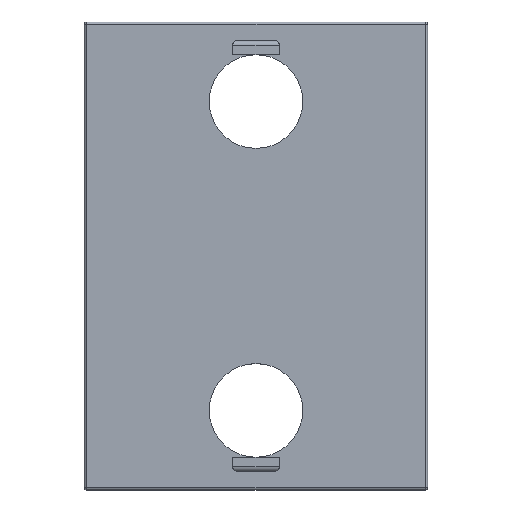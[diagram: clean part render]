
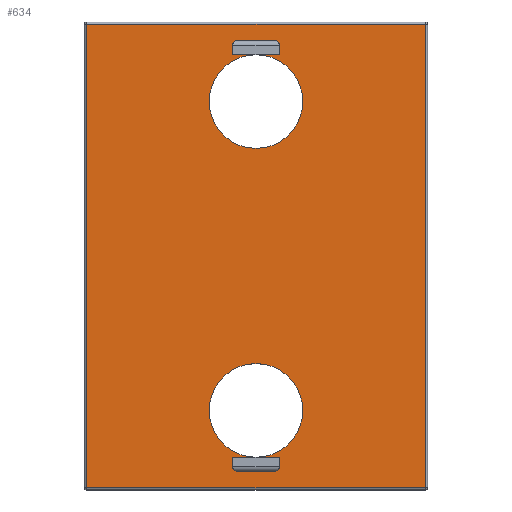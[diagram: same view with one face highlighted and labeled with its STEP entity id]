
A CAD part, top view. The second image highlights one B-rep face of the part: STEP entity #634.
In plain terms, the highlighted planar face has unit normal (0, 0, 1).
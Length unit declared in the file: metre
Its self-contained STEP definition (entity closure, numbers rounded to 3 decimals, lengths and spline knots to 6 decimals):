
#48=CIRCLE('',#692,0.01);
#49=CIRCLE('',#693,0.01);
#84=ORIENTED_EDGE('',*,*,#268,.T.);
#85=ORIENTED_EDGE('',*,*,#269,.T.);
#86=ORIENTED_EDGE('',*,*,#270,.T.);
#87=ORIENTED_EDGE('',*,*,#271,.T.);
#88=ORIENTED_EDGE('',*,*,#272,.F.);
#89=ORIENTED_EDGE('',*,*,#273,.F.);
#90=ORIENTED_EDGE('',*,*,#262,.F.);
#91=ORIENTED_EDGE('',*,*,#274,.T.);
#92=ORIENTED_EDGE('',*,*,#275,.F.);
#93=ORIENTED_EDGE('',*,*,#276,.F.);
#94=ORIENTED_EDGE('',*,*,#277,.F.);
#95=ORIENTED_EDGE('',*,*,#267,.T.);
#96=ORIENTED_EDGE('',*,*,#278,.T.);
#97=ORIENTED_EDGE('',*,*,#279,.T.);
#98=ORIENTED_EDGE('',*,*,#280,.T.);
#99=ORIENTED_EDGE('',*,*,#281,.T.);
#262=EDGE_CURVE('',#354,#355,#406,.T.);
#267=EDGE_CURVE('',#357,#359,#411,.T.);
#268=EDGE_CURVE('',#360,#361,#412,.T.);
#269=EDGE_CURVE('',#361,#362,#413,.F.);
#270=EDGE_CURVE('',#362,#363,#414,.F.);
#271=EDGE_CURVE('',#363,#360,#415,.T.);
#272=EDGE_CURVE('',#364,#365,#416,.T.);
#273=EDGE_CURVE('',#355,#364,#417,.T.);
#274=EDGE_CURVE('',#354,#366,#418,.T.);
#275=EDGE_CURVE('',#365,#366,#419,.T.);
#276=EDGE_CURVE('',#365,#365,#48,.T.);
#277=EDGE_CURVE('',#357,#367,#420,.T.);
#278=EDGE_CURVE('',#359,#368,#421,.T.);
#279=EDGE_CURVE('',#368,#369,#422,.T.);
#280=EDGE_CURVE('',#369,#369,#49,.T.);
#281=EDGE_CURVE('',#369,#367,#423,.T.);
#354=VERTEX_POINT('',#993);
#355=VERTEX_POINT('',#995);
#357=VERTEX_POINT('',#1000);
#359=VERTEX_POINT('',#1004);
#360=VERTEX_POINT('',#1008);
#361=VERTEX_POINT('',#1009);
#362=VERTEX_POINT('',#1011);
#363=VERTEX_POINT('',#1013);
#364=VERTEX_POINT('',#1016);
#365=VERTEX_POINT('',#1017);
#366=VERTEX_POINT('',#1020);
#367=VERTEX_POINT('',#1024);
#368=VERTEX_POINT('',#1026);
#369=VERTEX_POINT('',#1028);
#406=LINE('',#994,#462);
#411=LINE('',#1005,#467);
#412=LINE('',#1007,#468);
#413=LINE('',#1010,#469);
#414=LINE('',#1012,#470);
#415=LINE('',#1014,#471);
#416=LINE('',#1015,#472);
#417=LINE('',#1018,#473);
#418=LINE('',#1019,#474);
#419=LINE('',#1021,#475);
#420=LINE('',#1023,#476);
#421=LINE('',#1025,#477);
#422=LINE('',#1027,#478);
#423=LINE('',#1030,#479);
#462=VECTOR('',#775,1.);
#467=VECTOR('',#782,1.);
#468=VECTOR('',#785,1.);
#469=VECTOR('',#786,1.);
#470=VECTOR('',#787,1.);
#471=VECTOR('',#788,1.);
#472=VECTOR('',#789,1.);
#473=VECTOR('',#790,1.);
#474=VECTOR('',#791,1.);
#475=VECTOR('',#792,1.);
#476=VECTOR('',#795,1.);
#477=VECTOR('',#796,1.);
#478=VECTOR('',#797,1.);
#479=VECTOR('',#800,1.);
#518=EDGE_LOOP('',(#84,#85,#86,#87));
#519=EDGE_LOOP('',(#88,#89,#90,#91,#92,#93));
#520=EDGE_LOOP('',(#94,#95,#96,#97,#98,#99));
#568=FACE_BOUND('',#518,.T.);
#569=FACE_BOUND('',#519,.T.);
#570=FACE_BOUND('',#520,.T.);
#618=PLANE('',#691);
#634=ADVANCED_FACE('',(#568,#569,#570),#618,.F.);
#691=AXIS2_PLACEMENT_3D('',#1006,#783,#784);
#692=AXIS2_PLACEMENT_3D('',#1022,#793,#794);
#693=AXIS2_PLACEMENT_3D('',#1029,#798,#799);
#775=DIRECTION('',(1.,0.,0.));
#782=DIRECTION('',(1.,0.,0.));
#783=DIRECTION('',(0.,0.,-1.));
#784=DIRECTION('',(1.,0.,0.));
#785=DIRECTION('',(0.,1.,0.));
#786=DIRECTION('',(1.,0.,0.));
#787=DIRECTION('',(0.,1.,0.));
#788=DIRECTION('',(1.,0.,0.));
#789=DIRECTION('',(-1.,0.,0.));
#790=DIRECTION('',(0.,1.,0.));
#791=DIRECTION('',(0.,1.,0.));
#792=DIRECTION('',(-1.,0.,0.));
#793=DIRECTION('',(0.,0.,1.));
#794=DIRECTION('',(-1.,0.,0.));
#795=DIRECTION('',(0.,-1.,0.));
#796=DIRECTION('',(0.,-1.,0.));
#797=DIRECTION('',(-1.,0.,0.));
#798=DIRECTION('',(0.,0.,-1.));
#799=DIRECTION('',(-1.,0.,0.));
#800=DIRECTION('',(-1.,0.,0.));
#993=CARTESIAN_POINT('',(-0.029165,-0.105,-0.080062));
#994=CARTESIAN_POINT('',(-0.024165,-0.105,-0.080062));
#995=CARTESIAN_POINT('',(-0.019165,-0.105,-0.080062));
#1000=CARTESIAN_POINT('',(-0.029165,-0.015,-0.080062));
#1004=CARTESIAN_POINT('',(-0.019165,-0.015,-0.080062));
#1005=CARTESIAN_POINT('',(-0.024165,-0.015,-0.080062));
#1006=CARTESIAN_POINT('',(-0.024165,-0.06,-0.080062));
#1007=CARTESIAN_POINT('',(0.011996,-0.06,-0.080062));
#1008=CARTESIAN_POINT('',(0.011996,-0.1095,-0.080062));
#1009=CARTESIAN_POINT('',(0.011996,-0.0105,-0.080062));
#1010=CARTESIAN_POINT('',(-0.060827,-0.0105,-0.080062));
#1011=CARTESIAN_POINT('',(-0.060327,-0.0105,-0.080062));
#1012=CARTESIAN_POINT('',(-0.060327,-0.11,-0.080062));
#1013=CARTESIAN_POINT('',(-0.060327,-0.1095,-0.080062));
#1014=CARTESIAN_POINT('',(-0.024165,-0.1095,-0.080062));
#1015=CARTESIAN_POINT('',(-0.026665,-0.103,-0.080062));
#1016=CARTESIAN_POINT('',(-0.019165,-0.103,-0.080062));
#1017=CARTESIAN_POINT('',(-0.024165,-0.103,-0.080062));
#1018=CARTESIAN_POINT('',(-0.019165,-0.104,-0.080062));
#1019=CARTESIAN_POINT('',(-0.029165,-0.104,-0.080062));
#1020=CARTESIAN_POINT('',(-0.029165,-0.103,-0.080062));
#1021=CARTESIAN_POINT('',(-0.026665,-0.103,-0.080062));
#1022=CARTESIAN_POINT('',(-0.024165,-0.093,-0.080062));
#1023=CARTESIAN_POINT('',(-0.029165,-0.016,-0.080062));
#1024=CARTESIAN_POINT('',(-0.029165,-0.017,-0.080062));
#1025=CARTESIAN_POINT('',(-0.019165,-0.016,-0.080062));
#1026=CARTESIAN_POINT('',(-0.019165,-0.017,-0.080062));
#1027=CARTESIAN_POINT('',(-0.021665,-0.017,-0.080062));
#1028=CARTESIAN_POINT('',(-0.024165,-0.017,-0.080062));
#1029=CARTESIAN_POINT('',(-0.024165,-0.027,-0.080062));
#1030=CARTESIAN_POINT('',(-0.021665,-0.017,-0.080062));
